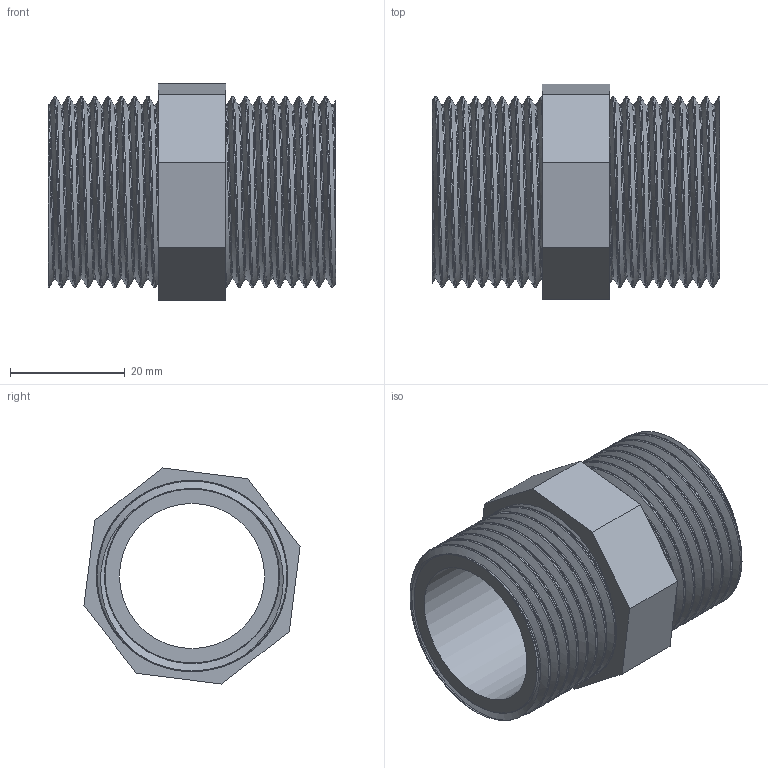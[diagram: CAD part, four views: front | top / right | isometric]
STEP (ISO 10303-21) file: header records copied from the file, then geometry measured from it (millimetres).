
FILE_DESCRIPTION(/* description */ (''),/* implementation_level */ '2;1');
FILE_NAME(/* name */ 'NI610320.ipt.stp',/* time_stamp */ '2017-01-25T09:17:18+01:00',/* author */ ('Eugenio'),/* organization */ (''),/* preprocessor_version */ 'ST-DEVELOPER v16.5',/* originating_system */ 'Autodesk Inventor 2017',/* authorisation */ '');
FILE_SCHEMA (('AUTOMOTIVE_DESIGN { 1 0 10303 214 3 1 1 }'));
Length unit declared in the file: millimetre
Products named in the file (1): NI610320
Bounding box: 50 x 37.58 x 37.58 mm (x, y, z)
Volume: 17896.6 mm3; surface area: 20576.7 mm2
Topology: 3 solids, 3 shells, 35 faces, 81 edges, 54 vertices
Faces by surface type: plane 16, bspline 12, cylinder 7
Full cylindrical faces by diameter (mm): 25.25 x1, 30.236 x4
Entity records: 8696 total; most frequent: CARTESIAN_POINT 7976, ORIENTED_EDGE 152, DIRECTION 100, EDGE_CURVE 76, VERTEX_POINT 54, EDGE_LOOP 48, B_SPLINE_CURVE_WITH_KNOTS 38, AXIS2_PLACEMENT_3D 38
